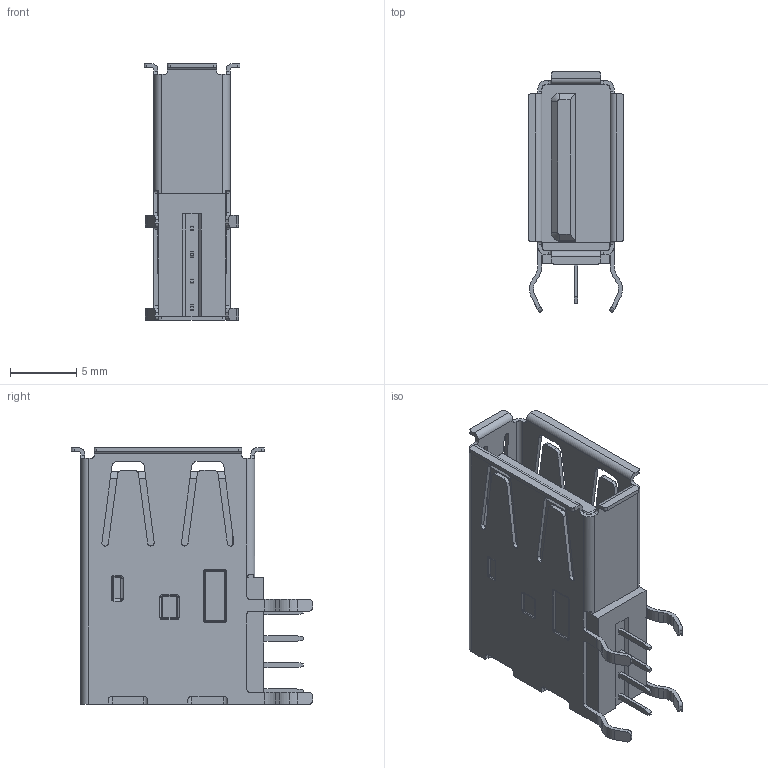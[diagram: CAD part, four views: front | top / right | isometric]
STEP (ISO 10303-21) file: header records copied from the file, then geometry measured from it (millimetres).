
FILE_DESCRIPTION(('STEP AP214'),'1');
FILE_NAME('u221-041n-1bu07-s1.stp','2022-05-31T19:21:04',('TraceParts'),('TraceParts S.A.'),'Spatial InterOp 3D',' ',' ');
FILE_SCHEMA(('AUTOMOTIVE_DESIGN { 1 0 10303 214 1 1 1 1 }'));
Length unit declared in the file: millimetre
Products named in the file (1): u221-041n-1bu07-s1
Bounding box: 7.2 x 18.13 x 19.3 mm (x, y, z)
Volume: 751.9 mm3; surface area: 1850.3 mm2
Topology: 1 solids, 1 shells, 503 faces, 1401 edges, 910 vertices
Faces by surface type: plane 241, cylinder 208, torus 28, bspline 24, cone 2
Entity records: 16524 total; most frequent: CARTESIAN_POINT 3230, DIRECTION 2843, ORIENTED_EDGE 2802, EDGE_CURVE 1401, AXIS2_PLACEMENT_3D 969, VERTEX_POINT 910, LINE 905, VECTOR 905
